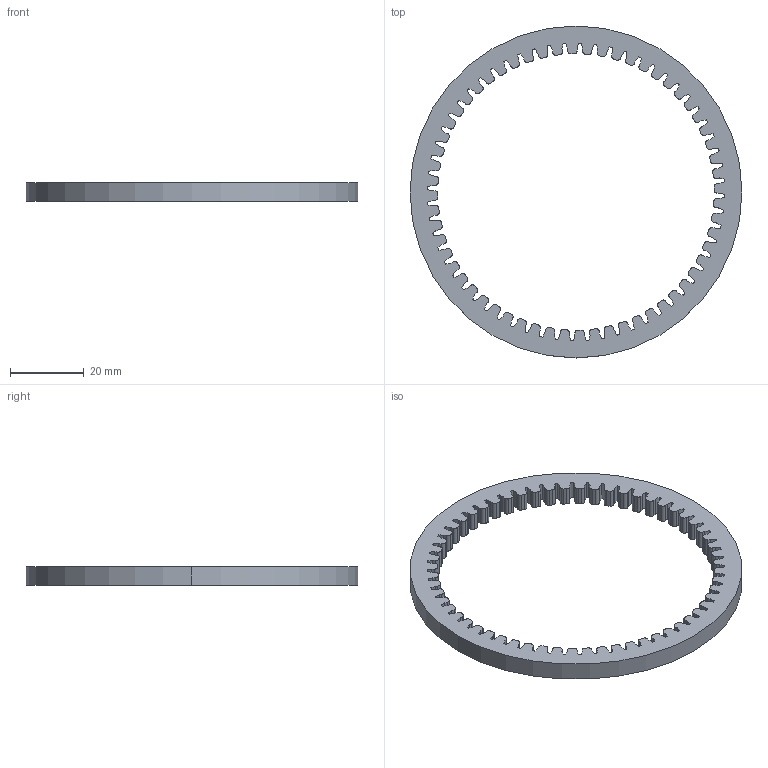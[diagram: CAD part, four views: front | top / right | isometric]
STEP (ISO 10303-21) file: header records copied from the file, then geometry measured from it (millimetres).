
FILE_DESCRIPTION((''),'2;1');
FILE_NAME('RING_NO_3','2021-02-16T08:58:56',('TINH LE'),(''),'CREO PARAMETRIC BY PTC INC, 2020154','CREO PARAMETRIC BY PTC INC, 2020154','');
FILE_SCHEMA(('CONFIG_CONTROL_DESIGN'));
Length unit declared in the file: millimetre
Products named in the file (1): RING_NO_3
Bounding box: 90 x 90 x 5 mm (x, y, z)
Volume: 8558.7 mm3; surface area: 7387.8 mm2
Topology: 1 solids, 1 shells, 484 faces, 1446 edges, 964 vertices
Faces by surface type: cylinder 242, plane 122, extrusion 120
Entity records: 17056 total; most frequent: CARTESIAN_POINT 3974, ORIENTED_EDGE 2892, DIRECTION 2538, EDGE_CURVE 1446, VERTEX_POINT 964, AXIS2_PLACEMENT_3D 848, VECTOR 842, LINE 722
